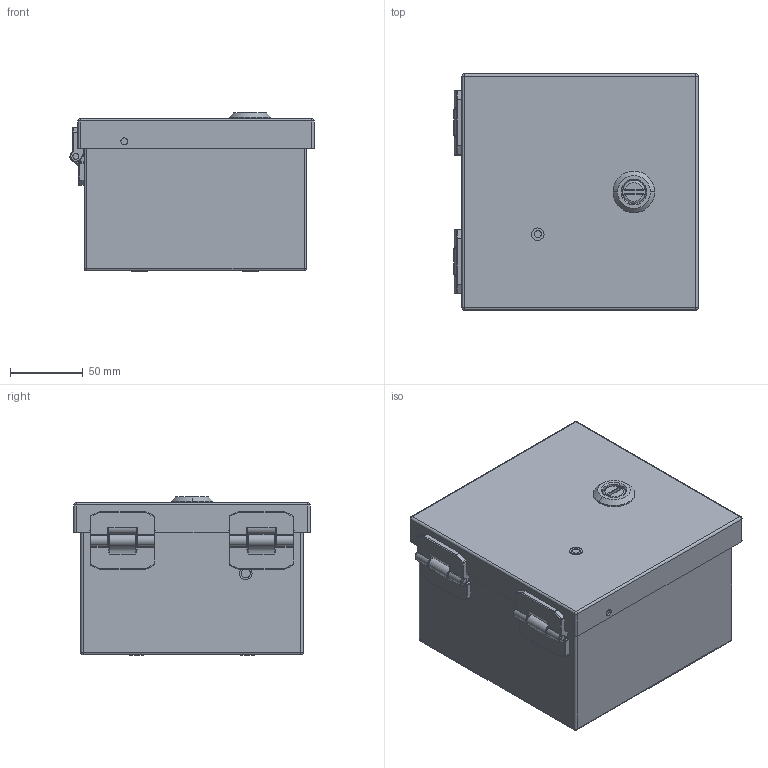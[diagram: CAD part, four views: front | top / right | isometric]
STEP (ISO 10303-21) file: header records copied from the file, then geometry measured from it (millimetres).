
FILE_DESCRIPTION (( 'STEP AP214' ), '1' );
FILE_NAME ('SCE-6N604LP_REV3.STEP', '2023-08-09T16:35:26', ( '' ), ( '' ), 'SwSTEP 2.0', 'SolidWorks 2021', '' );
FILE_SCHEMA (( 'AUTOMOTIVE_DESIGN' ));
Length unit declared in the file: inch
Products named in the file (1): SCE-6N604LP_REV3
Bounding box: 167.44 x 161.93 x 108.38 mm (x, y, z)
Volume: 242694.5 mm3; surface area: 302410.4 mm2
Topology: 21 solids, 21 shells, 742 faces, 1826 edges, 1098 vertices
Faces by surface type: cylinder 308, plane 267, bspline 104, torus 26, cone 21, sphere 16
Full cylindrical faces by diameter (mm): 3.962 x2, 4.013 x6, 4.06 x2, 4.763 x2, 4.905 x1, 6.02 x2, 8.192 x2, 8.357 x2, 8.715 x4
Entity records: 30591 total; most frequent: CARTESIAN_POINT 13525, ORIENTED_EDGE 3502, DIRECTION 3452, EDGE_CURVE 1751, AXIS2_PLACEMENT_3D 1294, VERTEX_POINT 1096, LINE 864, VECTOR 864
